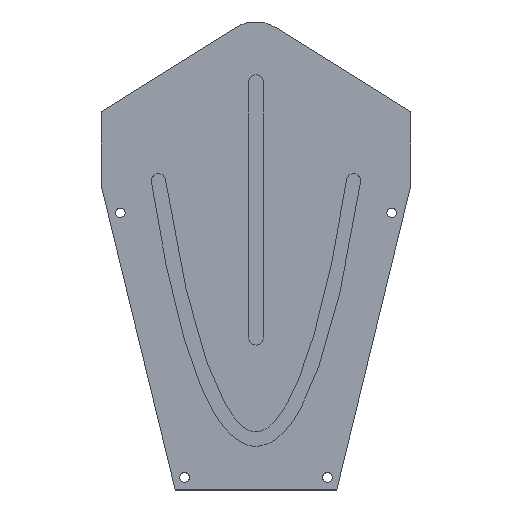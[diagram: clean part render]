
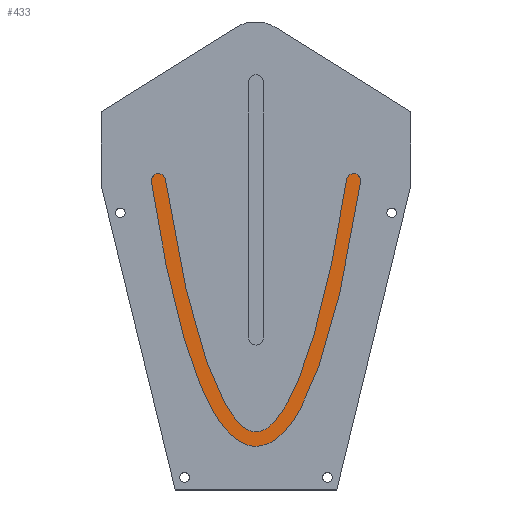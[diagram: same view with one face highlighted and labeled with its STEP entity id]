
A CAD part, top view. The second image highlights one B-rep face of the part: STEP entity #433.
In plain terms, the highlighted planar face has unit normal (0, 0, 1).
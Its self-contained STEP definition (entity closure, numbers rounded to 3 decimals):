
#25=PLANE('',#481);
#39=B_SPLINE_CURVE_WITH_KNOTS('',3,(#746,#747,#748,#749,#750,#751,#752,
#753,#754,#755,#756,#757,#758,#759,#760,#761,#762,#763,#764,#765,#766,#767,
#768,#769,#770,#771,#772,#773,#774,#775,#776),.UNSPECIFIED.,.F.,.F.,(4,
3,3,3,3,3,3,3,3,3,4),(-46.395,-40.707,-33.863,
-29.093,-25.779,-23.43,-21.125,-18.394,
-14.393,-9.437,0.),.UNSPECIFIED.);
#41=B_SPLINE_CURVE_WITH_KNOTS('',3,(#889,#890,#891,#892,#893,#894,#895,
#896,#897,#898,#899,#900,#901,#902,#903,#904,#905,#906,#907,#908,#909,#910,
#911,#912,#913,#914,#915,#916,#917,#918,#919,#920,#921,#922),
 .UNSPECIFIED.,.F.,.F.,(4,3,3,3,3,3,3,3,3,3,3,4),(0.,7.827,13.142,
17.298,20.297,22.654,24.975,27.723,
31.728,37.976,45.706,46.395),
 .UNSPECIFIED.);
#52=FACE_OUTER_BOUND('',#76,.T.);
#76=EDGE_LOOP('',(#328,#329,#330,#331));
#187=CIRCLE('',#477,6.);
#189=CIRCLE('',#480,6.);
#206=VERTEX_POINT('',#743);
#207=VERTEX_POINT('',#745);
#209=VERTEX_POINT('',#781);
#211=VERTEX_POINT('',#887);
#250=EDGE_CURVE('',#206,#207,#39,.T.);
#254=EDGE_CURVE('',#209,#206,#187,.T.);
#257=EDGE_CURVE('',#211,#209,#41,.T.);
#259=EDGE_CURVE('',#207,#211,#189,.T.);
#328=ORIENTED_EDGE('',*,*,#259,.F.);
#329=ORIENTED_EDGE('',*,*,#250,.F.);
#330=ORIENTED_EDGE('',*,*,#254,.F.);
#331=ORIENTED_EDGE('',*,*,#257,.F.);
#433=ADVANCED_FACE('',(#52),#25,.T.);
#477=AXIS2_PLACEMENT_3D('',#783,#540,#541);
#480=AXIS2_PLACEMENT_3D('',#925,#547,#548);
#481=AXIS2_PLACEMENT_3D('',#926,#549,#550);
#540=DIRECTION('center_axis',(0.,0.,-1.));
#541=DIRECTION('ref_axis',(0.989,-0.151,0.));
#547=DIRECTION('center_axis',(0.,0.,-1.));
#548=DIRECTION('ref_axis',(0.989,0.151,0.));
#549=DIRECTION('center_axis',(0.,0.,1.));
#550=DIRECTION('ref_axis',(1.,0.,0.));
#743=CARTESIAN_POINT('',(87.931,216.094,-6.5));
#745=CARTESIAN_POINT('',(-87.931,216.094,-6.5));
#746=CARTESIAN_POINT('Ctrl Pts',(87.931,216.094,-6.5));
#747=CARTESIAN_POINT('Ctrl Pts',(83.37,186.225,-6.5));
#748=CARTESIAN_POINT('Ctrl Pts',(78.174,157.624,-6.5));
#749=CARTESIAN_POINT('Ctrl Pts',(72.355,131.524,-6.5));
#750=CARTESIAN_POINT('Ctrl Pts',(65.352,100.117,-6.5));
#751=CARTESIAN_POINT('Ctrl Pts',(57.453,72.378,-6.5));
#752=CARTESIAN_POINT('Ctrl Pts',(48.762,50.335,-6.5));
#753=CARTESIAN_POINT('Ctrl Pts',(42.705,34.974,-6.5));
#754=CARTESIAN_POINT('Ctrl Pts',(36.292,22.377,-6.5));
#755=CARTESIAN_POINT('Ctrl Pts',(29.37,12.949,-6.5));
#756=CARTESIAN_POINT('Ctrl Pts',(24.559,6.397,-6.5));
#757=CARTESIAN_POINT('Ctrl Pts',(19.492,1.329,-6.5));
#758=CARTESIAN_POINT('Ctrl Pts',(13.898,-1.973,-6.5));
#759=CARTESIAN_POINT('Ctrl Pts',(9.933,-4.314,-6.5));
#760=CARTESIAN_POINT('Ctrl Pts',(5.66,-5.735,-6.5));
#761=CARTESIAN_POINT('Ctrl Pts',(1.294,-5.966,-6.5));
#762=CARTESIAN_POINT('Ctrl Pts',(-2.989,-6.193,-6.5));
#763=CARTESIAN_POINT('Ctrl Pts',(-7.284,-5.257,-6.5));
#764=CARTESIAN_POINT('Ctrl Pts',(-11.285,-3.363,-6.5));
#765=CARTESIAN_POINT('Ctrl Pts',(-16.028,-1.117,-6.5));
#766=CARTESIAN_POINT('Ctrl Pts',(-20.394,2.412,-6.5));
#767=CARTESIAN_POINT('Ctrl Pts',(-24.522,6.974,-6.5));
#768=CARTESIAN_POINT('Ctrl Pts',(-30.568,13.656,-6.5));
#769=CARTESIAN_POINT('Ctrl Pts',(-36.157,22.612,-6.5));
#770=CARTESIAN_POINT('Ctrl Pts',(-41.494,33.636,-6.5));
#771=CARTESIAN_POINT('Ctrl Pts',(-48.106,47.296,-6.5));
#772=CARTESIAN_POINT('Ctrl Pts',(-54.299,64.15,-6.5));
#773=CARTESIAN_POINT('Ctrl Pts',(-60.059,83.543,-6.5));
#774=CARTESIAN_POINT('Ctrl Pts',(-71.025,120.465,-6.5));
#775=CARTESIAN_POINT('Ctrl Pts',(-80.364,166.538,-6.5));
#776=CARTESIAN_POINT('Ctrl Pts',(-87.931,216.094,-6.5));
#781=CARTESIAN_POINT('',(76.069,217.906,-6.5));
#783=CARTESIAN_POINT('Origin',(82.,217.,-6.5));
#887=CARTESIAN_POINT('',(-76.069,217.906,-6.5));
#889=CARTESIAN_POINT('Ctrl Pts',(-76.069,217.906,-6.5));
#890=CARTESIAN_POINT('Ctrl Pts',(-69.837,177.096,-6.5));
#891=CARTESIAN_POINT('Ctrl Pts',(-62.407,138.744,-6.5));
#892=CARTESIAN_POINT('Ctrl Pts',(-53.919,106.238,-6.5));
#893=CARTESIAN_POINT('Ctrl Pts',(-48.155,84.168,-6.5));
#894=CARTESIAN_POINT('Ctrl Pts',(-41.904,64.811,-6.5));
#895=CARTESIAN_POINT('Ctrl Pts',(-35.359,49.233,-6.5));
#896=CARTESIAN_POINT('Ctrl Pts',(-30.24,37.048,-6.5));
#897=CARTESIAN_POINT('Ctrl Pts',(-24.928,27.18,-6.5));
#898=CARTESIAN_POINT('Ctrl Pts',(-19.711,20.07,-6.5));
#899=CARTESIAN_POINT('Ctrl Pts',(-15.948,14.941,-6.5));
#900=CARTESIAN_POINT('Ctrl Pts',(-12.24,11.27,-6.5));
#901=CARTESIAN_POINT('Ctrl Pts',(-8.865,9.03,-6.5));
#902=CARTESIAN_POINT('Ctrl Pts',(-6.213,7.269,-6.5));
#903=CARTESIAN_POINT('Ctrl Pts',(-3.809,6.376,-6.5));
#904=CARTESIAN_POINT('Ctrl Pts',(-1.552,6.096,-6.5));
#905=CARTESIAN_POINT('Ctrl Pts',(0.671,5.82,-6.5));
#906=CARTESIAN_POINT('Ctrl Pts',(2.82,6.1,-6.5));
#907=CARTESIAN_POINT('Ctrl Pts',(5.223,7.075,-6.5));
#908=CARTESIAN_POINT('Ctrl Pts',(8.068,8.23,-6.5));
#909=CARTESIAN_POINT('Ctrl Pts',(11.252,10.445,-6.5));
#910=CARTESIAN_POINT('Ctrl Pts',(14.6,13.927,-6.5));
#911=CARTESIAN_POINT('Ctrl Pts',(19.481,19.004,-6.5));
#912=CARTESIAN_POINT('Ctrl Pts',(24.635,26.726,-6.5));
#913=CARTESIAN_POINT('Ctrl Pts',(29.664,36.773,-6.5));
#914=CARTESIAN_POINT('Ctrl Pts',(37.507,52.445,-6.5));
#915=CARTESIAN_POINT('Ctrl Pts',(45.077,73.742,-6.5));
#916=CARTESIAN_POINT('Ctrl Pts',(51.975,98.964,-6.5));
#917=CARTESIAN_POINT('Ctrl Pts',(60.509,130.169,-6.5));
#918=CARTESIAN_POINT('Ctrl Pts',(68.038,167.341,-6.5));
#919=CARTESIAN_POINT('Ctrl Pts',(74.395,207.186,-6.5));
#920=CARTESIAN_POINT('Ctrl Pts',(74.962,210.738,-6.5));
#921=CARTESIAN_POINT('Ctrl Pts',(75.52,214.312,-6.5));
#922=CARTESIAN_POINT('Ctrl Pts',(76.069,217.906,-6.5));
#925=CARTESIAN_POINT('Origin',(-82.,217.,-6.5));
#926=CARTESIAN_POINT('Origin',(0.,108.404,-6.5));
